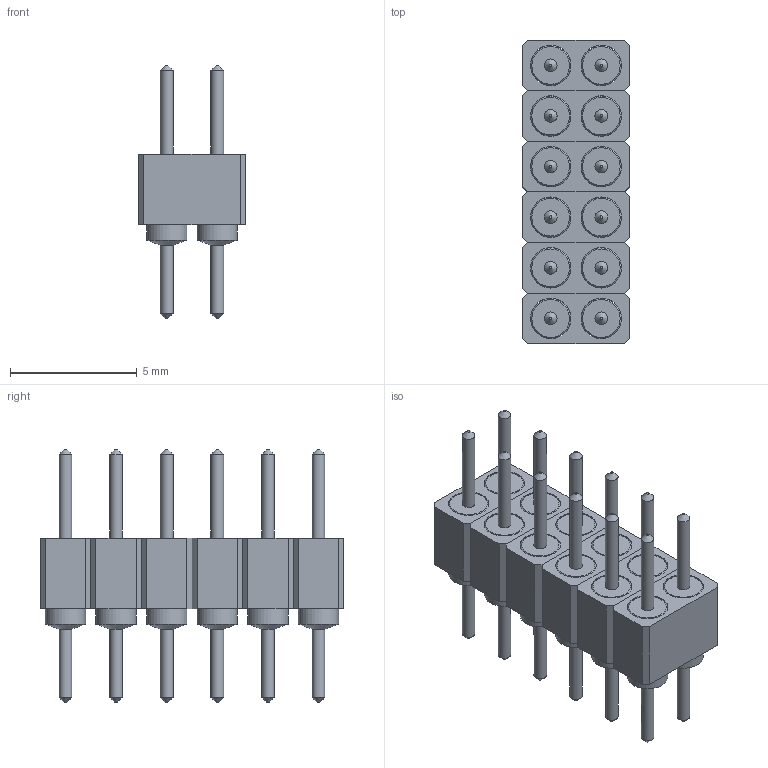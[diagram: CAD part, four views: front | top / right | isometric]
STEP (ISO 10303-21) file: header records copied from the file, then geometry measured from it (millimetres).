
FILE_DESCRIPTION(('FreeCAD Model'),'2;1');
FILE_NAME('Open CASCADE Shape Model','2025-04-20T16:24:19',(''),(''), 'Open CASCADE STEP processor 7.7','FreeCAD','Unknown');
FILE_SCHEMA(('AUTOMOTIVE_DESIGN { 1 0 10303 214 1 1 1 1 }'));
Length unit declared in the file: millimetre
Products named in the file (25): Header_male_2x6_2mm1; LinkGroup005; Body015; Body016; Body017; LinkGroup004; Body012; Body013; Body014; LinkGroup003; Body009; Body010; Body011; LinkGroup002; Body006; Body007; Body008; LinkGroup001; Body003; Body004; Body005; LinkGroup; Body; Body001; Body002
Assembly tree (24 placements, depth 3):
  Header_male_2x6_2mm1
    LinkGroup005
      Body015
      Body016
      Body017
    LinkGroup004
      Body012
      Body013
      Body014
    LinkGroup003
      Body009
      Body010
      Body011
    LinkGroup002
      Body006
      Body007
      Body008
    LinkGroup001
      Body003
      Body004
      Body005
    LinkGroup
      Body
      Body001
      Body002
Bounding box: 4.2 x 12 x 10 mm (x, y, z)
Volume: 169.9 mm3; surface area: 787 mm2
Topology: 18 solids, 18 shells, 204 faces, 384 edges, 240 vertices
Faces by surface type: plane 108, cylinder 48, cone 48
Full cylindrical faces by diameter (mm): 0.5 x24, 1.59 x12, 1.6 x12
Entity records: 10771 total; most frequent: CARTESIAN_POINT 1765, DIRECTION 1730, LINE 912, VECTOR 912, ORIENTED_EDGE 768, PCURVE 768, DEFINITIONAL_REPRESENTATION 768, EDGE_CURVE 384
